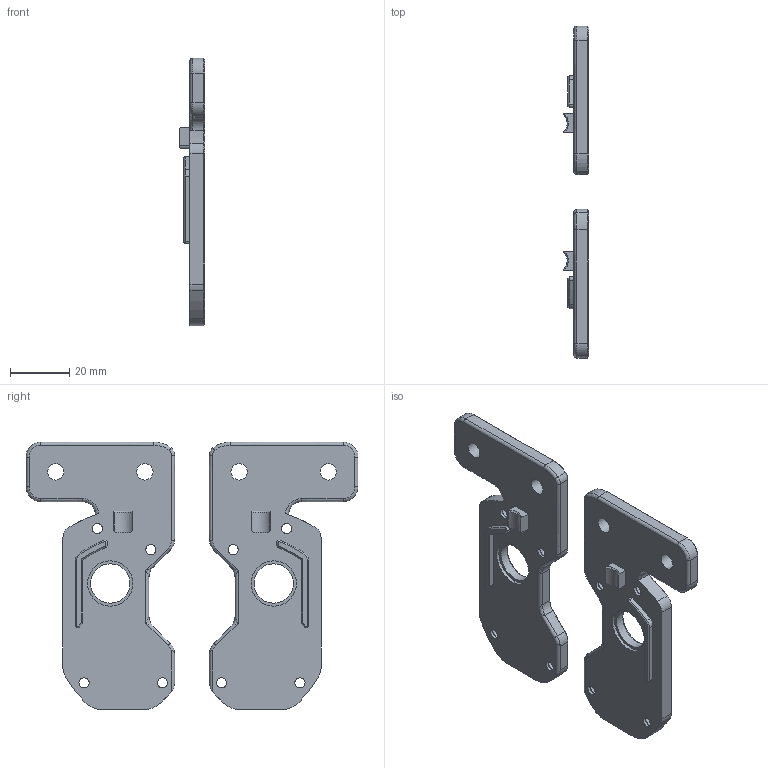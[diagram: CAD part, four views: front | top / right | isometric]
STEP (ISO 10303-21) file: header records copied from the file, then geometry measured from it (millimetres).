
FILE_DESCRIPTION(/* description */ (''),/* implementation_level */ '2;1');
FILE_NAME(/* name */ 'End Plate Superior Mod Fixação v4.step',/* time_stamp */ '2022-04-05T19:39:37-03:00',/* author */ (''),/* organization */ (''),/* preprocessor_version */ 'ST-DEVELOPER v18.1',/* originating_system */ 'Autodesk Translation Framework v10.14.0.1471',/* authorisation */ '');
FILE_SCHEMA (('AUTOMOTIVE_DESIGN { 1 0 10303 214 3 1 1 }'));
Length unit declared in the file: millimetre
Products named in the file (1): End Plate Superior Mod Fixação
Bounding box: 8.6 x 111.73 x 90.1 mm (x, y, z)
Volume: 30203.9 mm3; surface area: 16269.5 mm2
Topology: 2 solids, 2 shells, 264 faces, 630 edges, 376 vertices
Faces by surface type: cylinder 92, plane 80, cone 64, bspline 24, torus 4
Full cylindrical faces by diameter (mm): 3.4 x8, 4.7 x8, 5.5 x4, 13.25 x2, 15.25 x2
Entity records: 8413 total; most frequent: CARTESIAN_POINT 2340, DIRECTION 1256, ORIENTED_EDGE 1252, EDGE_CURVE 626, AXIS2_PLACEMENT_3D 475, VERTEX_POINT 376, LINE 306, VECTOR 306
